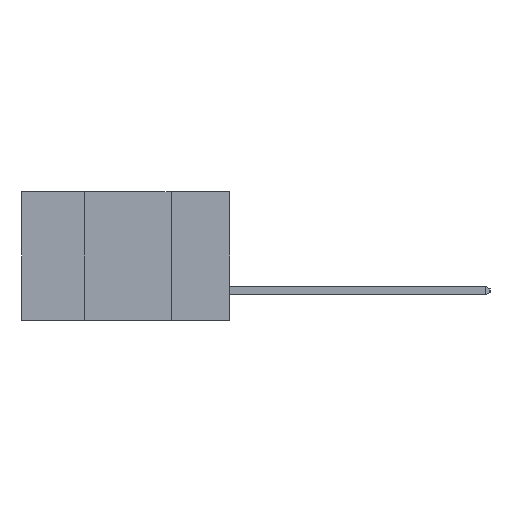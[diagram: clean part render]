
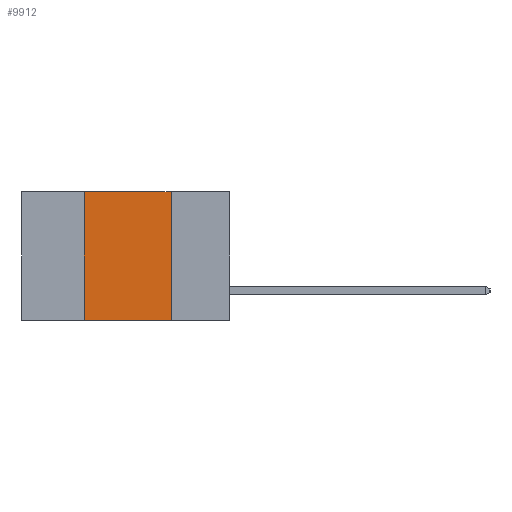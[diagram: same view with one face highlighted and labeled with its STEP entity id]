
A CAD part, left-side view. The second image highlights one B-rep face of the part: STEP entity #9912.
In plain terms, the highlighted planar face has unit normal (-1, 0, 0).
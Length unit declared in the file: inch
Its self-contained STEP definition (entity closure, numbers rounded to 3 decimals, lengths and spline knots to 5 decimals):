
#170 = LINE ( 'NONE', #2960, #10638 ) ;
#1168 = VERTEX_POINT ( 'NONE', #2220 ) ;
#1688 = EDGE_LOOP ( 'NONE', ( #6438, #7685, #9251, #2568 ) ) ;
#1804 = DIRECTION ( 'NONE',  ( 0., -1., 0. ) ) ;
#2220 = CARTESIAN_POINT ( 'NONE',  ( 0., 0.17, 0. ) ) ;
#2568 = ORIENTED_EDGE ( 'NONE', *, *, #12638, .T. ) ;
#2802 = DIRECTION ( 'NONE',  ( 0., 0., -1. ) ) ;
#2960 = CARTESIAN_POINT ( 'NONE',  ( 0., 0.6, -0.37 ) ) ;
#3762 = CARTESIAN_POINT ( 'NONE',  ( 0., 0.17, -0.37 ) ) ;
#3815 = LINE ( 'NONE', #6103, #6149 ) ;
#3996 = FACE_OUTER_BOUND ( 'NONE', #1688, .T. ) ;
#4317 = DIRECTION ( 'NONE',  ( 0., 0., 1. ) ) ;
#6103 = CARTESIAN_POINT ( 'NONE',  ( 0., 0.17, -0.37 ) ) ;
#6149 = VECTOR ( 'NONE', #8906, 39.37008 ) ;
#6438 = ORIENTED_EDGE ( 'NONE', *, *, #10977, .F. ) ;
#6538 = VERTEX_POINT ( 'NONE', #8325 ) ;
#6796 = VERTEX_POINT ( 'NONE', #3762 ) ;
#6826 = VERTEX_POINT ( 'NONE', #7723 ) ;
#7210 = LINE ( 'NONE', #9971, #11976 ) ;
#7616 = PLANE ( 'NONE',  #9494 ) ;
#7685 = ORIENTED_EDGE ( 'NONE', *, *, #11217, .F. ) ;
#7723 = CARTESIAN_POINT ( 'NONE',  ( 0., 0.42, -0.37 ) ) ;
#8325 = CARTESIAN_POINT ( 'NONE',  ( 0., 0.42, 0. ) ) ;
#8448 = CARTESIAN_POINT ( 'NONE',  ( 0., 0.6, 0. ) ) ;
#8521 = DIRECTION ( 'NONE',  ( 1., 0., 0. ) ) ;
#8906 = DIRECTION ( 'NONE',  ( 0., 0., -1. ) ) ;
#9251 = ORIENTED_EDGE ( 'NONE', *, *, #11073, .F. ) ;
#9494 = AXIS2_PLACEMENT_3D ( 'NONE', #8448, #8521, #2802 ) ;
#9912 = ADVANCED_FACE ( 'NONE', ( #3996 ), #7616, .F. ) ;
#9971 = CARTESIAN_POINT ( 'NONE',  ( 0., 0.42, -0.37 ) ) ;
#10300 = LINE ( 'NONE', #12793, #12680 ) ;
#10638 = VECTOR ( 'NONE', #1804, 39.37008 ) ;
#10977 = EDGE_CURVE ( 'NONE', #1168, #6796, #3815, .T. ) ;
#11030 = DIRECTION ( 'NONE',  ( 0., -1., 0. ) ) ;
#11073 = EDGE_CURVE ( 'NONE', #6826, #6538, #7210, .T. ) ;
#11217 = EDGE_CURVE ( 'NONE', #6538, #1168, #10300, .T. ) ;
#11976 = VECTOR ( 'NONE', #4317, 39.37008 ) ;
#12638 = EDGE_CURVE ( 'NONE', #6826, #6796, #170, .T. ) ;
#12680 = VECTOR ( 'NONE', #11030, 39.37008 ) ;
#12793 = CARTESIAN_POINT ( 'NONE',  ( 0., 0.6, 0. ) ) ;
